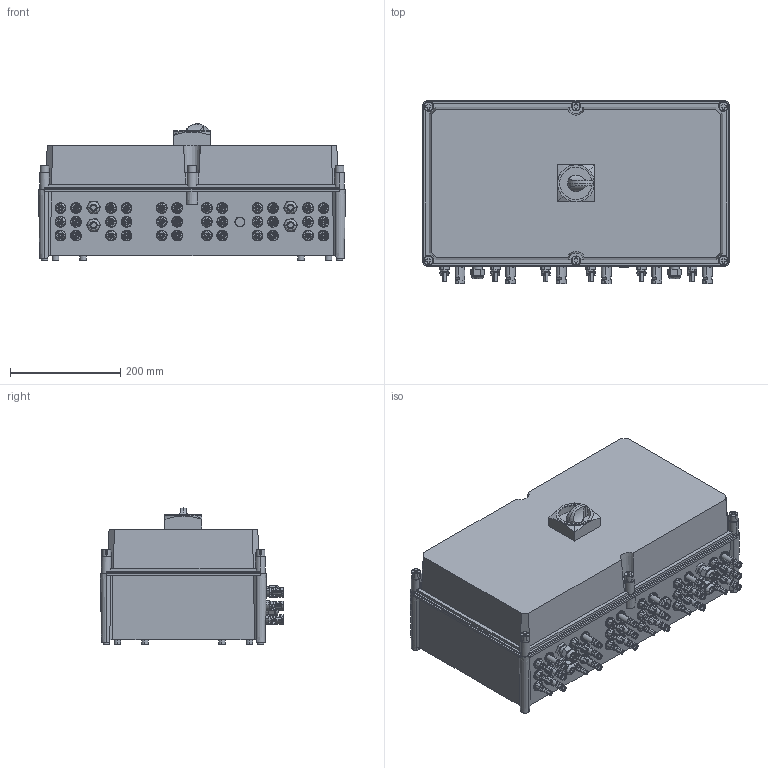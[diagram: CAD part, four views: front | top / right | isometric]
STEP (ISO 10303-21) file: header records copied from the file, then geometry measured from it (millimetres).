
FILE_DESCRIPTION(('CATIA V5 STEP Exchange','CAx-IF Rec.Pracs.--- Model Styling and Organization---1.4--- 2014-01-23'),'2;1');
FILE_NAME ('D1410267_1', '2020-02-27T12:35:37+00:00', ('none'), ('Weidmueller'), 'CATIA Version 5-6 Release 2016 SP3 HF44', 'CATIA V5 STEP AP214', 'none');
FILE_SCHEMA(('AUTOMOTIVE_DESIGN { 1 0 10303 214 1 1 1 1 }'));
Products named in the file (1): 2683420000
Bounding box: 558 x 333.31 x 248.1 mm (x, y, z)
Volume: 30813055.6 mm3; surface area: 1221048.6 mm2
Topology: 51 solids, 51 shells, 3825 faces, 11552 edges, 7977 vertices
Faces by surface type: plane 2018, cylinder 1297, cone 404, sphere 56, revolution 38, bspline 8, torus 4
Entity records: 136787 total; most frequent: CARTESIAN_POINT 39796, ORIENTED_EDGE 23084, DIRECTION 13329, EDGE_CURVE 11542, VERTEX_POINT 7977, AXIS2_PLACEMENT_3D 5637, VECTOR 5197, LINE 5197
